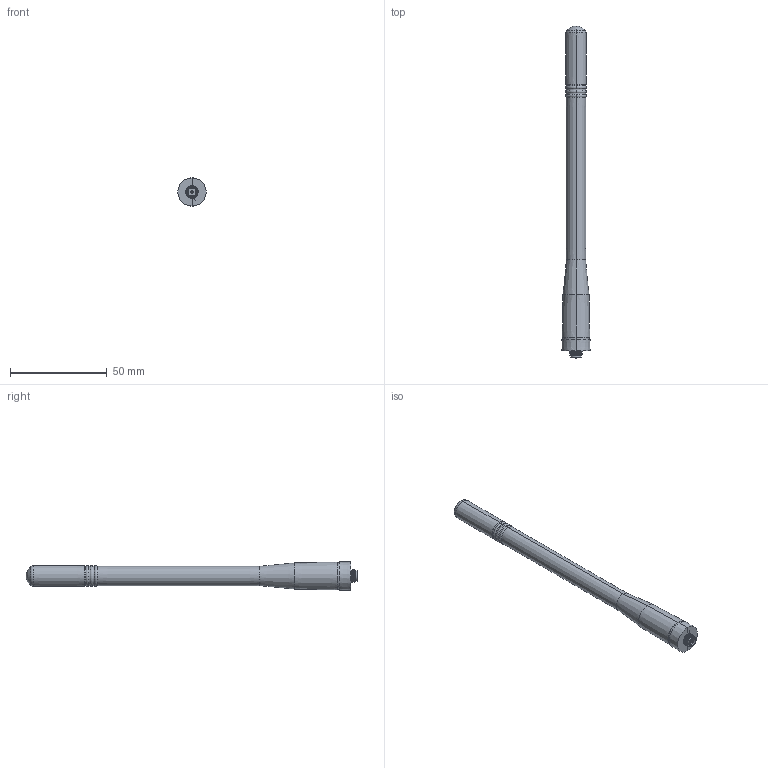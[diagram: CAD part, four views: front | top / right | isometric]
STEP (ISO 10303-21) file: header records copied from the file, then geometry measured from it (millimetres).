
FILE_DESCRIPTION (( 'STEP AP214' ), '1' );
FILE_NAME ('FMANRBD1020_3D.step', '2023-03-06T14:45:22', ( '' ), ( '' ), 'SwSTEP 2.0', 'SolidWorks 2022', '' );
FILE_SCHEMA (( 'AUTOMOTIVE_DESIGN' ));
Length unit declared in the file: inch
Products named in the file (6): 1AB01-042_默认; FMANRBD1020_3D; 1AB01-042-MA2_默认; 1AB01-042-MA3_默认; LCANRBD1020; 1AB01-042-MA1_默认
Assembly tree (5 placements, depth 3):
  FMANRBD1020_3D
    LCANRBD1020
    1AB01-042_默认
      1AB01-042-MA1_默认
      1AB01-042-MA2_默认
      1AB01-042-MA3_默认
Bounding box: 14.6 x 171.67 x 14.6 mm (x, y, z)
Volume: 16447.5 mm3; surface area: 6784.1 mm2
Topology: 4 solids, 4 shells, 1178 faces, 2439 edges, 1273 vertices
Faces by surface type: bspline 803, cylinder 256, cone 65, plane 44, torus 10
Entity records: 49132 total; most frequent: CARTESIAN_POINT 33489, ORIENTED_EDGE 4866, EDGE_CURVE 2433, VERTEX_POINT 1273, DIRECTION 1252, EDGE_LOOP 1194, ADVANCED_FACE 1178, FACE_OUTER_BOUND 1178
